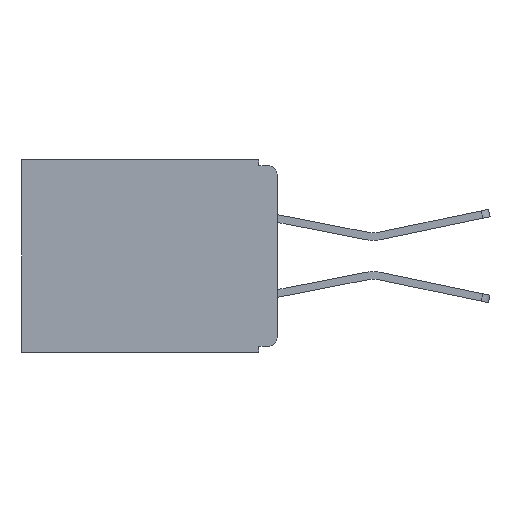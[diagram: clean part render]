
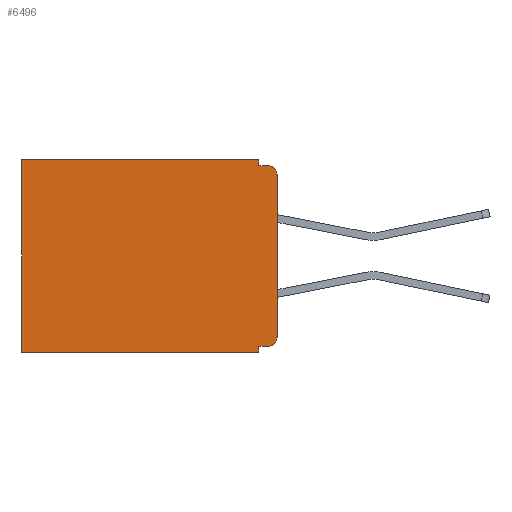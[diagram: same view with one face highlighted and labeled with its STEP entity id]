
A CAD part, left-side view. The second image highlights one B-rep face of the part: STEP entity #6496.
In plain terms, the highlighted planar face has unit normal (-1, 0, 0).
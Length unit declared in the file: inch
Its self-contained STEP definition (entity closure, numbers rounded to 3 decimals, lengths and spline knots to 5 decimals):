
#65 = CARTESIAN_POINT ( 'NONE',  ( 0.3, 0., -0.33 ) ) ;
#66 = DIRECTION ( 'NONE',  ( 0., 1., 0. ) ) ;
#756 = CARTESIAN_POINT ( 'NONE',  ( 0.3, 0., 0. ) ) ;
#823 = CIRCLE ( 'NONE', #13444, 0.015 ) ;
#1007 = LINE ( 'NONE', #756, #13103 ) ;
#1696 = VECTOR ( 'NONE', #4463, 39.37008 ) ;
#1739 = AXIS2_PLACEMENT_3D ( 'NONE', #8640, #3194, #6957 ) ;
#1797 = VERTEX_POINT ( 'NONE', #13392 ) ;
#2022 = CARTESIAN_POINT ( 'NONE',  ( 0.3, 0.015, -0.305 ) ) ;
#2104 = DIRECTION ( 'NONE',  ( 0., 0., -1. ) ) ;
#2120 = VECTOR ( 'NONE', #8731, 39.37008 ) ;
#2297 = CARTESIAN_POINT ( 'NONE',  ( 0.3, 0.031, 0. ) ) ;
#2330 = ORIENTED_EDGE ( 'NONE', *, *, #15030, .T. ) ;
#2551 = CARTESIAN_POINT ( 'NONE',  ( 0.3, 0.015, -0.025 ) ) ;
#2609 = LINE ( 'NONE', #65, #8758 ) ;
#2645 = CARTESIAN_POINT ( 'NONE',  ( 0.3, 0.031, -0.33 ) ) ;
#3055 = LINE ( 'NONE', #5497, #14652 ) ;
#3194 = DIRECTION ( 'NONE',  ( 1., 0., 0. ) ) ;
#3236 = DIRECTION ( 'NONE',  ( 0., -1., 0. ) ) ;
#3362 = DIRECTION ( 'NONE',  ( -1., 0., 0. ) ) ;
#3740 = DIRECTION ( 'NONE',  ( 0., 0., -1. ) ) ;
#4256 = VERTEX_POINT ( 'NONE', #14961 ) ;
#4357 = VECTOR ( 'NONE', #2104, 39.37008 ) ;
#4463 = DIRECTION ( 'NONE',  ( 0., 0., -1. ) ) ;
#4558 = EDGE_CURVE ( 'NONE', #9781, #1797, #823, .T. ) ;
#4746 = EDGE_CURVE ( 'NONE', #8299, #11175, #1007, .T. ) ;
#4866 = DIRECTION ( 'NONE',  ( 0., 0., -1. ) ) ;
#5258 = ORIENTED_EDGE ( 'NONE', *, *, #4558, .T. ) ;
#5497 = CARTESIAN_POINT ( 'NONE',  ( 0.3, 0., -0.01 ) ) ;
#5550 = AXIS2_PLACEMENT_3D ( 'NONE', #2551, #10713, #3740 ) ;
#5719 = FACE_OUTER_BOUND ( 'NONE', #6260, .T. ) ;
#5819 = CARTESIAN_POINT ( 'NONE',  ( 0.3, 0.015, -0.32 ) ) ;
#5825 = VECTOR ( 'NONE', #4866, 39.37008 ) ;
#6260 = EDGE_LOOP ( 'NONE', ( #8824, #13957, #9773, #6481, #14665, #2330, #10743, #10927, #11281, #5258 ) ) ;
#6291 = VERTEX_POINT ( 'NONE', #10712 ) ;
#6362 = VERTEX_POINT ( 'NONE', #8394 ) ;
#6402 = CARTESIAN_POINT ( 'NONE',  ( 0.3, 0., -0.32 ) ) ;
#6446 = DIRECTION ( 'NONE',  ( 0., 1., 0. ) ) ;
#6481 = ORIENTED_EDGE ( 'NONE', *, *, #8486, .F. ) ;
#6496 = ADVANCED_FACE ( 'NONE', ( #5719 ), #12939, .F. ) ;
#6806 = EDGE_CURVE ( 'NONE', #9272, #1797, #11366, .T. ) ;
#6957 = DIRECTION ( 'NONE',  ( 0., 0., -1. ) ) ;
#7296 = DIRECTION ( 'NONE',  ( 0., 0., -1. ) ) ;
#7349 = EDGE_CURVE ( 'NONE', #14113, #6362, #2609, .T. ) ;
#8204 = CARTESIAN_POINT ( 'NONE',  ( 0.3, 0.031, -0.33 ) ) ;
#8289 = LINE ( 'NONE', #6402, #2120 ) ;
#8299 = VERTEX_POINT ( 'NONE', #2297 ) ;
#8394 = CARTESIAN_POINT ( 'NONE',  ( 0.3, 0.437, -0.33 ) ) ;
#8486 = EDGE_CURVE ( 'NONE', #8299, #12689, #14719, .T. ) ;
#8640 = CARTESIAN_POINT ( 'NONE',  ( 0.3, 0., -0.33 ) ) ;
#8706 = CARTESIAN_POINT ( 'NONE',  ( 0.3, 0.031, -0.01 ) ) ;
#8731 = DIRECTION ( 'NONE',  ( 0., 1., 0. ) ) ;
#8758 = VECTOR ( 'NONE', #6446, 39.37008 ) ;
#8824 = ORIENTED_EDGE ( 'NONE', *, *, #6806, .F. ) ;
#9272 = VERTEX_POINT ( 'NONE', #13010 ) ;
#9419 = DIRECTION ( 'NONE',  ( 0., 0., -1. ) ) ;
#9773 = ORIENTED_EDGE ( 'NONE', *, *, #10798, .F. ) ;
#9781 = VERTEX_POINT ( 'NONE', #5819 ) ;
#10187 = LINE ( 'NONE', #10281, #4357 ) ;
#10281 = CARTESIAN_POINT ( 'NONE',  ( 0.3, 0.437, -0.33 ) ) ;
#10652 = EDGE_CURVE ( 'NONE', #9781, #6291, #8289, .T. ) ;
#10712 = CARTESIAN_POINT ( 'NONE',  ( 0.3, 0.031, -0.32 ) ) ;
#10713 = DIRECTION ( 'NONE',  ( -1., 0., 0. ) ) ;
#10743 = ORIENTED_EDGE ( 'NONE', *, *, #7349, .F. ) ;
#10798 = EDGE_CURVE ( 'NONE', #12689, #4256, #3055, .T. ) ;
#10927 = ORIENTED_EDGE ( 'NONE', *, *, #11749, .F. ) ;
#10947 = CIRCLE ( 'NONE', #5550, 0.015 ) ;
#11175 = VERTEX_POINT ( 'NONE', #13255 ) ;
#11208 = VECTOR ( 'NONE', #7296, 39.37008 ) ;
#11281 = ORIENTED_EDGE ( 'NONE', *, *, #10652, .F. ) ;
#11366 = LINE ( 'NONE', #13469, #1696 ) ;
#11749 = EDGE_CURVE ( 'NONE', #6291, #14113, #14277, .T. ) ;
#12247 = CARTESIAN_POINT ( 'NONE',  ( 0.3, 0.031, 0. ) ) ;
#12689 = VERTEX_POINT ( 'NONE', #8706 ) ;
#12939 = PLANE ( 'NONE',  #1739 ) ;
#13010 = CARTESIAN_POINT ( 'NONE',  ( 0.3, 0., -0.025 ) ) ;
#13103 = VECTOR ( 'NONE', #66, 39.37008 ) ;
#13255 = CARTESIAN_POINT ( 'NONE',  ( 0.3, 0.437, 0. ) ) ;
#13392 = CARTESIAN_POINT ( 'NONE',  ( 0.3, 0., -0.305 ) ) ;
#13444 = AXIS2_PLACEMENT_3D ( 'NONE', #2022, #3362, #9419 ) ;
#13469 = CARTESIAN_POINT ( 'NONE',  ( 0.3, 0., -0.33 ) ) ;
#13957 = ORIENTED_EDGE ( 'NONE', *, *, #14161, .T. ) ;
#14113 = VERTEX_POINT ( 'NONE', #8204 ) ;
#14161 = EDGE_CURVE ( 'NONE', #9272, #4256, #10947, .T. ) ;
#14277 = LINE ( 'NONE', #2645, #11208 ) ;
#14652 = VECTOR ( 'NONE', #3236, 39.37008 ) ;
#14665 = ORIENTED_EDGE ( 'NONE', *, *, #4746, .T. ) ;
#14719 = LINE ( 'NONE', #12247, #5825 ) ;
#14961 = CARTESIAN_POINT ( 'NONE',  ( 0.3, 0.015, -0.01 ) ) ;
#15030 = EDGE_CURVE ( 'NONE', #11175, #6362, #10187, .T. ) ;
